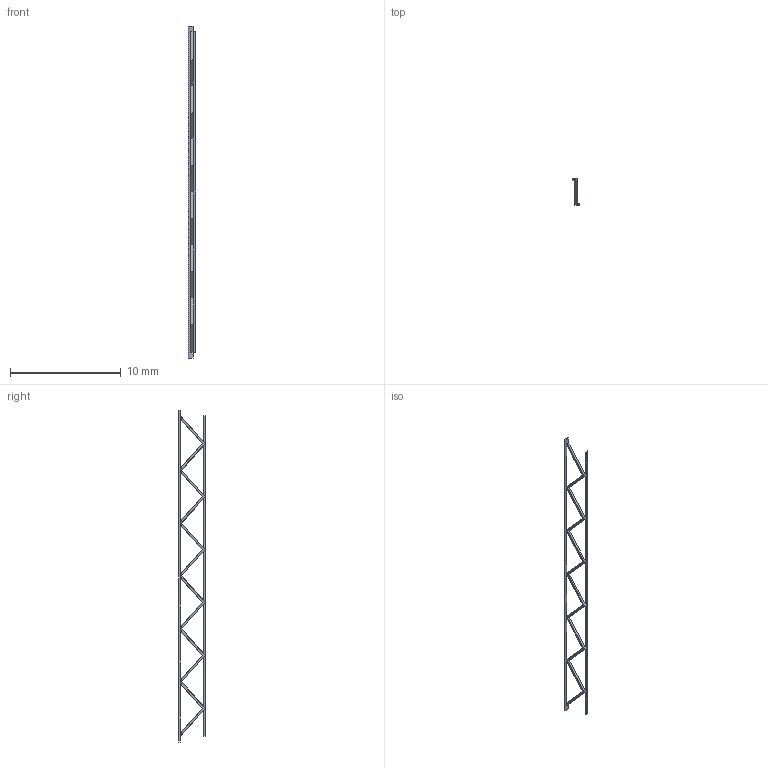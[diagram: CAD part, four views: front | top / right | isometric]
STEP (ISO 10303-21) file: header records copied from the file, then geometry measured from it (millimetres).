
FILE_DESCRIPTION(('produced by SPATIAL CORP'),'2;1');
FILE_NAME( 'side_rail.hh.sat.stp','2002-04-19T11:21:24+00:00',('SPATIAL CORP'),('SPATIAL CORP'), 'ACIS STEP Husk','http://www.spatial.com','SPATIAL CORP');
FILE_SCHEMA(('CONFIG_CONTROL_DESIGN'));
Length unit declared in the file: millimetre
Products named in the file (1): PRODUCT_ID_1
Bounding box: 0.69 x 2.38 x 30 mm (x, y, z)
Volume: 3.2 mm3; surface area: 73.3 mm2
Topology: 1 solids, 1 shells, 62 faces, 224 edges, 142 vertices
Faces by surface type: plane 49, cylinder 13
Entity records: 3660 total; most frequent: CARTESIAN_POINT 1743, ORIENTED_EDGE 448, DIRECTION 300, EDGE_CURVE 224, VECTOR 198, LINE 198, VERTEX_POINT 142, EDGE_LOOP 62
